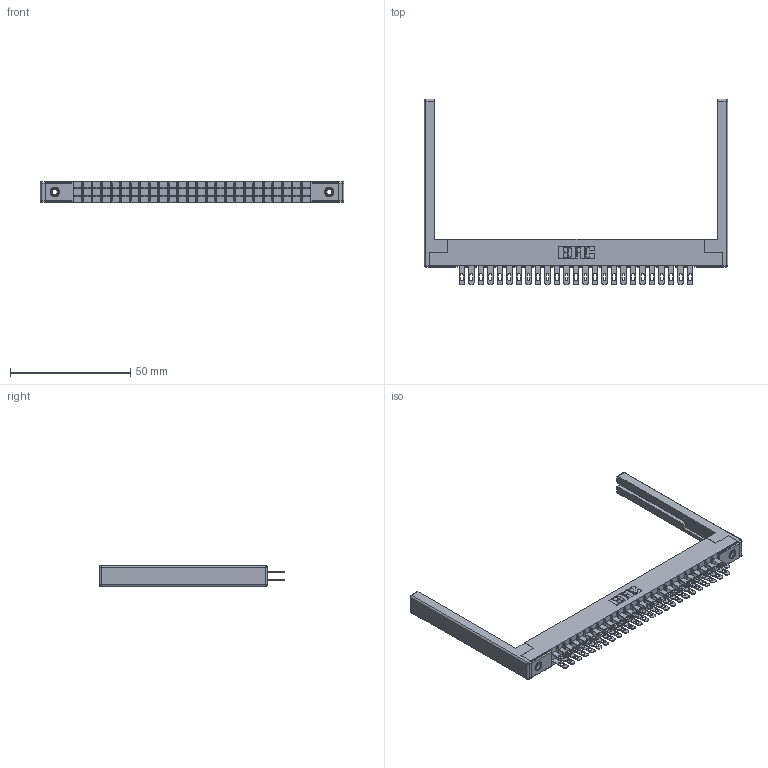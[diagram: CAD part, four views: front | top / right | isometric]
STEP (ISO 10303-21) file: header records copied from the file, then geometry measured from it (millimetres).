
FILE_DESCRIPTION (( 'STEP AP203' ), '1' );
FILE_NAME ('315-050-500-268.STEP', '2019-09-10T18:37:32', ( '' ), ( '' ), 'SwSTEP 2.0', 'SolidWorks 2016', '' );
FILE_SCHEMA (( 'CONFIG_CONTROL_DESIGN' ));
Length unit declared in the file: inch
Products named in the file (5): 345-250-001_345-250-001-102; 305-290-001_500; 315-050-500-268; 305 Part_.156 Dia; 307-220-068
Assembly tree (55 placements, depth 2):
  315-050-500-268
    305 Part_.156 Dia
    305-290-001_500  x50
    345-250-001_345-250-001-102  x2
    307-220-068  x2
Bounding box: 126.49 x 77.14 x 8.71 mm (x, y, z)
Volume: 12660.3 mm3; surface area: 20349.2 mm2
Topology: 55 solids, 55 shells, 2770 faces, 7881 edges, 5098 vertices
Faces by surface type: plane 1556, cylinder 1090, sphere 108, cone 12, torus 4
Entity records: 31919 total; most frequent: CARTESIAN_POINT 5254, ORIENTED_EDGE 5204, DIRECTION 5118, EDGE_CURVE 2602, VECTOR 2074, LINE 2074, VERTEX_POINT 1658, AXIS2_PLACEMENT_3D 1522
